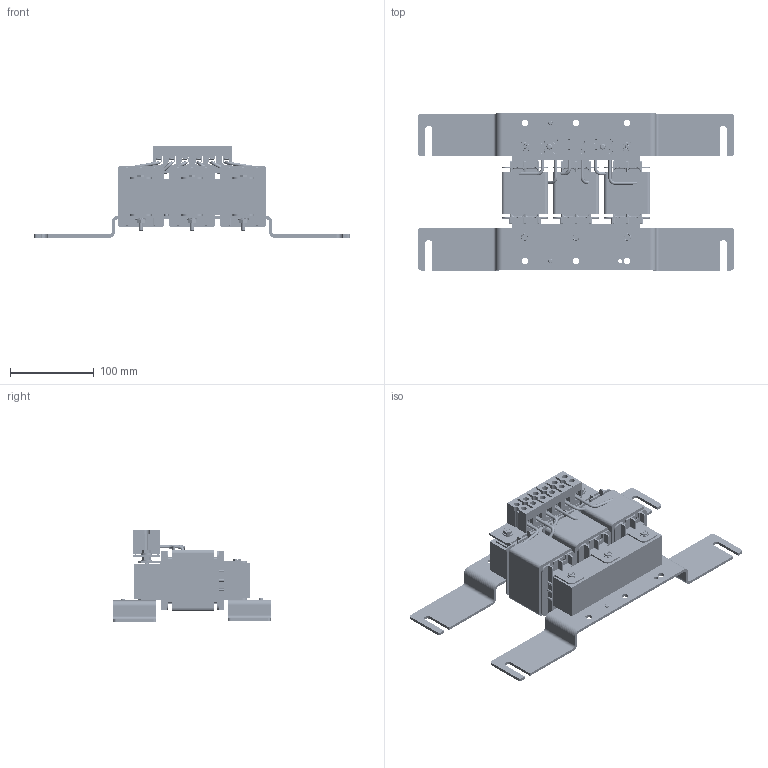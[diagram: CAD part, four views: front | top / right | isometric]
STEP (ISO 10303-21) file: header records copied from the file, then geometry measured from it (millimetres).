
FILE_DESCRIPTION(/* description */ (''),/* implementation_level */ '2;1');
FILE_NAME(/* name */ 'KDRE2HX1.stp',/* time_stamp */ '2024-11-06T14:18:08-06:00',/* author */ ('DWROBLEW'),/* organization */ (''),/* preprocessor_version */ 'ST-DEVELOPER v20',/* originating_system */ 'Autodesk Inventor 2024',/* authorisation */ '');
FILE_SCHEMA (('AUTOMOTIVE_DESIGN { 1 0 10303 214 3 1 1 }'));
Products named in the file (23): KDRE2HX1; 23362-E-1.62 STACK; 15153; 23362-I-1.620 STACK; 25870; 11923 INVENTOR 13; 11923; 10290; 11923insert-hex head; 11923-1; 11923-HEX SCREW; 31260; 23587; 17413-REV-H; 24340coil; 30097- LARGE  BLANK  (REACTOR); A1 KDRE2H; B1 KDRE2H; A2 KDRC1H; A2 KDRE2H; B2 KDRE2H; 26474-Better; 2555-Better
Assembly tree (46 placements, depth 4):
  KDRE2HX1
    23362-E-1.62 STACK
    23587  x3
      17413-REV-H
      24340coil
    15153  x2
    23362-I-1.620 STACK
    25870
    11923 INVENTOR 13
      11923
      11923insert-hex head  x6
        11923-1
        11923-HEX SCREW
      10290  x2
    31260  x2
    2555-Better  x8
    26474-Better  x6
    30097- LARGE  BLANK  (REACTOR)
    A1 KDRE2H
    B1 KDRE2H
    A2 KDRC1H
    A2 KDRE2H  x2
    B2 KDRE2H
Bounding box: 375.87 x 186.94 x 109.11 mm (x, y, z)
Volume: 1367755.3 mm3; surface area: 487708.6 mm2
Topology: 57 solids, 57 shells, 5387 faces, 14533 edges, 9440 vertices
Faces by surface type: plane 2331, cylinder 1927, bspline 626, torus 297, cone 206
Full cylindrical faces by diameter (mm): 3.15 x4, 3.302 x2, 3.795 x32, 3.802 x378, 3.828 x12, 4.166 x2, 4.434 x2, 4.496 x6, 4.724 x5, 4.826 x421, 5.08 x8, 5.131 x6, 5.172 x60, 6.35 x65, 6.604 x12, 7.01 x16, 7.874 x12, 9.398 x8, 10.516 x6, 12.7 x8
Entity records: 73882 total; most frequent: CARTESIAN_POINT 27638, ORIENTED_EDGE 10070, DIRECTION 8293, EDGE_CURVE 5035, VERTEX_POINT 3285, LINE 3055, VECTOR 3055, AXIS2_PLACEMENT_3D 2619
